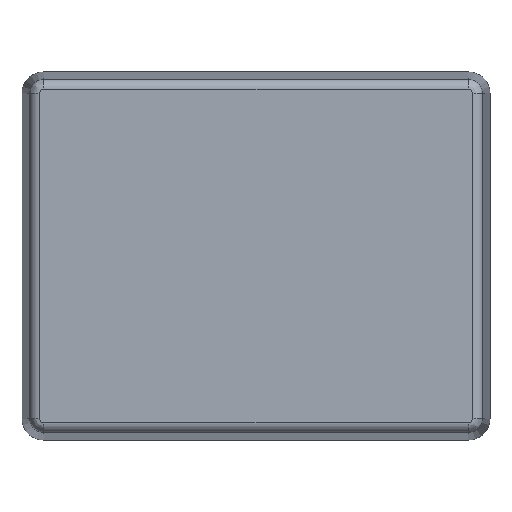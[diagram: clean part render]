
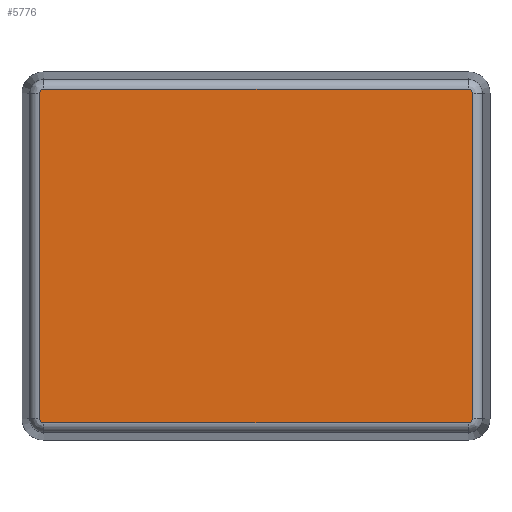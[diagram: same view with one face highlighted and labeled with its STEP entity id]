
A CAD part, front view. The second image highlights one B-rep face of the part: STEP entity #5776.
In plain terms, the highlighted face is planar.
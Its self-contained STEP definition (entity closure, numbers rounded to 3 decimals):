
#274=PLANE('',#6130);
#810=FACE_OUTER_BOUND('',#1173,.T.);
#1173=EDGE_LOOP('',(#4963,#4964,#4965,#4966,#4967,#4968,#4969,#4970));
#1666=LINE('',#10071,#2158);
#1668=LINE('',#10107,#2160);
#1671=LINE('',#10114,#2163);
#1673=LINE('',#10145,#2165);
#2158=VECTOR('',#7113,83.);
#2160=VECTOR('',#7133,108.5);
#2163=VECTOR('',#7140,108.5);
#2165=VECTOR('',#7156,83.);
#2365=CIRCLE('',#6108,1.034);
#2369=CIRCLE('',#6112,1.034);
#2373=CIRCLE('',#6118,1.034);
#2377=CIRCLE('',#6122,1.034);
#2810=VERTEX_POINT('',#10068);
#2811=VERTEX_POINT('',#10070);
#2814=VERTEX_POINT('',#10085);
#2815=VERTEX_POINT('',#10098);
#2818=VERTEX_POINT('',#10105);
#2819=VERTEX_POINT('',#10110);
#2822=VERTEX_POINT('',#10125);
#2823=VERTEX_POINT('',#10138);
#3549=EDGE_CURVE('',#2810,#2811,#1666,.T.);
#3553=EDGE_CURVE('',#2814,#2810,#2365,.T.);
#3557=EDGE_CURVE('',#2811,#2815,#2369,.T.);
#3559=EDGE_CURVE('',#2818,#2814,#1668,.T.);
#3563=EDGE_CURVE('',#2815,#2819,#1671,.T.);
#3565=EDGE_CURVE('',#2822,#2818,#2373,.T.);
#3569=EDGE_CURVE('',#2819,#2823,#2377,.T.);
#3571=EDGE_CURVE('',#2823,#2822,#1673,.T.);
#4963=ORIENTED_EDGE('',*,*,#3549,.F.);
#4964=ORIENTED_EDGE('',*,*,#3553,.F.);
#4965=ORIENTED_EDGE('',*,*,#3559,.F.);
#4966=ORIENTED_EDGE('',*,*,#3565,.F.);
#4967=ORIENTED_EDGE('',*,*,#3571,.F.);
#4968=ORIENTED_EDGE('',*,*,#3569,.F.);
#4969=ORIENTED_EDGE('',*,*,#3563,.F.);
#4970=ORIENTED_EDGE('',*,*,#3557,.F.);
#5776=ADVANCED_FACE('',(#810),#274,.F.);
#6108=AXIS2_PLACEMENT_3D('',#10087,#7119,#7120);
#6112=AXIS2_PLACEMENT_3D('',#10102,#7127,#7128);
#6118=AXIS2_PLACEMENT_3D('',#10127,#7143,#7144);
#6122=AXIS2_PLACEMENT_3D('',#10142,#7151,#7152);
#6130=AXIS2_PLACEMENT_3D('',#10164,#7176,#7177);
#7113=DIRECTION('',(0.,1.,0.));
#7119=DIRECTION('center_axis',(0.,0.,1.));
#7120=DIRECTION('ref_axis',(0.707,-0.707,0.));
#7127=DIRECTION('center_axis',(0.,0.,1.));
#7128=DIRECTION('ref_axis',(0.707,0.707,0.));
#7133=DIRECTION('',(1.,0.,0.));
#7140=DIRECTION('',(-1.,0.,0.));
#7143=DIRECTION('center_axis',(0.,0.,1.));
#7144=DIRECTION('ref_axis',(-0.707,-0.707,0.));
#7151=DIRECTION('center_axis',(0.,0.,1.));
#7152=DIRECTION('ref_axis',(-0.707,0.707,0.));
#7156=DIRECTION('',(0.,-1.,0.));
#7176=DIRECTION('center_axis',(0.,0.,1.));
#7177=DIRECTION('ref_axis',(1.,0.,0.));
#10068=CARTESIAN_POINT('',(55.284,-41.5,-52.5));
#10070=CARTESIAN_POINT('',(55.284,41.5,-52.5));
#10071=CARTESIAN_POINT('',(55.284,-20.75,-52.5));
#10085=CARTESIAN_POINT('',(54.25,-42.534,-52.5));
#10087=CARTESIAN_POINT('Origin',(54.25,-41.5,-52.5));
#10098=CARTESIAN_POINT('',(54.25,42.534,-52.5));
#10102=CARTESIAN_POINT('Origin',(54.25,41.5,-52.5));
#10105=CARTESIAN_POINT('',(-54.25,-42.534,-52.5));
#10107=CARTESIAN_POINT('',(-27.125,-42.534,-52.5));
#10110=CARTESIAN_POINT('',(-54.25,42.534,-52.5));
#10114=CARTESIAN_POINT('',(27.125,42.534,-52.5));
#10125=CARTESIAN_POINT('',(-55.284,-41.5,-52.5));
#10127=CARTESIAN_POINT('Origin',(-54.25,-41.5,-52.5));
#10138=CARTESIAN_POINT('',(-55.284,41.5,-52.5));
#10142=CARTESIAN_POINT('Origin',(-54.25,41.5,-52.5));
#10145=CARTESIAN_POINT('',(-55.284,20.75,-52.5));
#10164=CARTESIAN_POINT('Origin',(0.,0.,-52.5));
